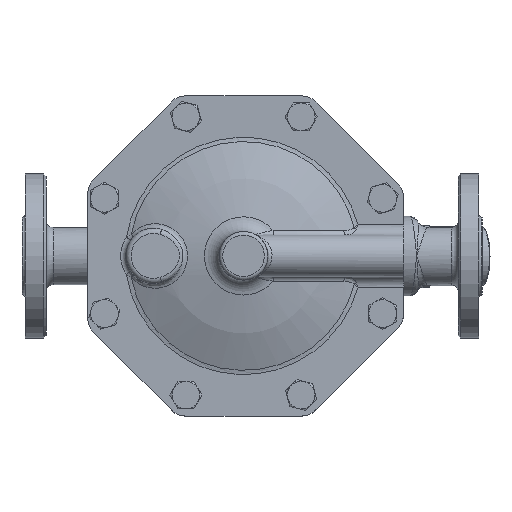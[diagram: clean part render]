
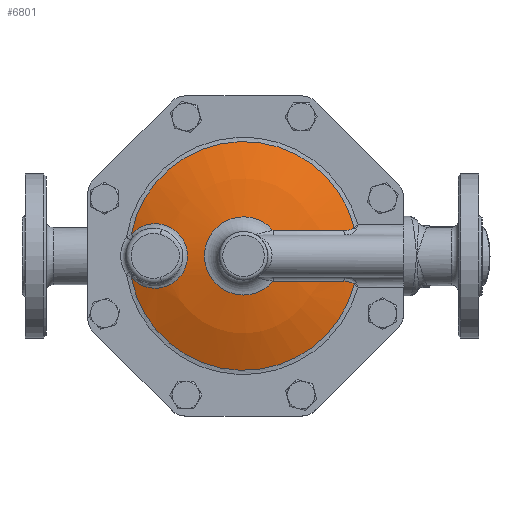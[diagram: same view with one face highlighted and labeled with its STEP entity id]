
A CAD part, top view. The second image highlights one B-rep face of the part: STEP entity #6801.
In plain terms, the highlighted spherical face has radius 160 mm.
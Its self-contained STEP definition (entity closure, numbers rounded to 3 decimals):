
#22=SPHERICAL_SURFACE('',#7400,160.);
#154=B_SPLINE_CURVE_WITH_KNOTS('',3,(#10930,#10931,#10932,#10933,#10934,
#10935,#10936,#10937,#10938,#10939,#10940,#10941,#10942,#10943,#10944,#10945,
#10946,#10947),.UNSPECIFIED.,.F.,.F.,(4,1,1,1,1,1,1,1,1,1,1,1,1,1,1,4),
(-9.4,-8.896,-8.728,-8.057,
-7.386,-7.218,-6.714,-6.043,
-5.371,-4.476,-4.029,-3.357,
-2.686,-1.343,-0.671,0.),.UNSPECIFIED.);
#159=B_SPLINE_CURVE_WITH_KNOTS('',3,(#11027,#11028,#11029,#11030,#11031,
#11032,#11033),.UNSPECIFIED.,.F.,.F.,(4,1,1,1,4),(-0.707,-0.303,
-0.202,-0.101,0.),.UNSPECIFIED.);
#160=B_SPLINE_CURVE_WITH_KNOTS('',3,(#11040,#11041,#11042,#11043,#11044,
#11045,#11046),.UNSPECIFIED.,.F.,.F.,(4,1,1,1,4),(-0.707,-0.606,
-0.505,-0.303,0.),
 .UNSPECIFIED.);
#1691=FACE_OUTER_BOUND('',#2193,.T.);
#2193=EDGE_LOOP('',(#5262,#5263,#5264,#5265,#5266,#5267,#5268,#5269));
#2673=CIRCLE('',#7396,66.072);
#2674=CIRCLE('',#7398,66.072);
#2676=CIRCLE('',#7401,159.321);
#2677=CIRCLE('',#7402,22.588);
#2678=CIRCLE('',#7403,159.321);
#3153=VERTEX_POINT('',#10927);
#3154=VERTEX_POINT('',#10929);
#3158=VERTEX_POINT('',#11006);
#3159=VERTEX_POINT('',#11015);
#3161=VERTEX_POINT('',#11026);
#3162=VERTEX_POINT('',#11034);
#3163=VERTEX_POINT('',#11036);
#3164=VERTEX_POINT('',#11038);
#3932=EDGE_CURVE('',#3153,#3154,#154,.T.);
#3941=EDGE_CURVE('',#3158,#3153,#2673,.T.);
#3942=EDGE_CURVE('',#3154,#3159,#2674,.T.);
#3945=EDGE_CURVE('',#3161,#3158,#159,.T.);
#3946=EDGE_CURVE('',#3162,#3161,#2676,.T.);
#3947=EDGE_CURVE('',#3163,#3162,#2677,.T.);
#3948=EDGE_CURVE('',#3164,#3163,#2678,.T.);
#3949=EDGE_CURVE('',#3159,#3164,#160,.T.);
#5262=ORIENTED_EDGE('',*,*,#3932,.F.);
#5263=ORIENTED_EDGE('',*,*,#3941,.F.);
#5264=ORIENTED_EDGE('',*,*,#3945,.F.);
#5265=ORIENTED_EDGE('',*,*,#3946,.F.);
#5266=ORIENTED_EDGE('',*,*,#3947,.F.);
#5267=ORIENTED_EDGE('',*,*,#3948,.F.);
#5268=ORIENTED_EDGE('',*,*,#3949,.F.);
#5269=ORIENTED_EDGE('',*,*,#3942,.F.);
#6801=ADVANCED_FACE('',(#1691),#22,.T.);
#7396=AXIS2_PLACEMENT_3D('',#11013,#8598,#8599);
#7398=AXIS2_PLACEMENT_3D('',#11016,#8602,#8603);
#7400=AXIS2_PLACEMENT_3D('',#11025,#8606,#8607);
#7401=AXIS2_PLACEMENT_3D('',#11035,#8608,#8609);
#7402=AXIS2_PLACEMENT_3D('',#11037,#8610,#8611);
#7403=AXIS2_PLACEMENT_3D('',#11039,#8612,#8613);
#8598=DIRECTION('center_axis',(0.,0.,
-1.));
#8599=DIRECTION('ref_axis',(-1.,0.,0.));
#8602=DIRECTION('center_axis',(0.,0.,
-1.));
#8603=DIRECTION('ref_axis',(-1.,0.,0.));
#8606=DIRECTION('center_axis',(0.,0.,1.));
#8607=DIRECTION('ref_axis',(1.,0.,0.));
#8608=DIRECTION('center_axis',(0.,1.,0.));
#8609=DIRECTION('ref_axis',(-0.108,0.,-0.994));
#8610=DIRECTION('center_axis',(0.,0.,1.));
#8611=DIRECTION('ref_axis',(-1.,0.,0.));
#8612=DIRECTION('center_axis',(0.,-1.,0.));
#8613=DIRECTION('ref_axis',(-0.108,0.,-0.994));
#10927=CARTESIAN_POINT('',(-64.877,-12.508,17.035));
#10929=CARTESIAN_POINT('',(-64.877,12.508,17.035));
#10930=CARTESIAN_POINT('Ctrl Pts',(-64.877,-12.508,17.035));
#10931=CARTESIAN_POINT('Ctrl Pts',(-63.802,-13.697,
17.412));
#10932=CARTESIAN_POINT('Ctrl Pts',(-62.157,-15.098,
17.986));
#10933=CARTESIAN_POINT('Ctrl Pts',(-58.529,-17.251,
19.244));
#10934=CARTESIAN_POINT('Ctrl Pts',(-54.002,-18.775,
20.802));
#10935=CARTESIAN_POINT('Ctrl Pts',(-49.219,-18.717,
22.423));
#10936=CARTESIAN_POINT('Ctrl Pts',(-45.131,-17.788,
23.797));
#10937=CARTESIAN_POINT('Ctrl Pts',(-41.183,-16.165,
25.114));
#10938=CARTESIAN_POINT('Ctrl Pts',(-36.587,-12.371,
26.631));
#10939=CARTESIAN_POINT('Ctrl Pts',(-32.816,-6.017,27.864));
#10940=CARTESIAN_POINT('Ctrl Pts',(-31.993,0.761,28.132));
#10941=CARTESIAN_POINT('Ctrl Pts',(-33.562,7.25,27.621));
#10942=CARTESIAN_POINT('Ctrl Pts',(-36.556,12.338,26.641));
#10943=CARTESIAN_POINT('Ctrl Pts',(-43.261,17.895,24.43));
#10944=CARTESIAN_POINT('Ctrl Pts',(-51.959,19.465,21.505));
#10945=CARTESIAN_POINT('Ctrl Pts',(-60.022,16.753,18.73));
#10946=CARTESIAN_POINT('Ctrl Pts',(-63.443,14.094,17.538));
#10947=CARTESIAN_POINT('Ctrl Pts',(-64.877,12.508,17.035));
#11006=CARTESIAN_POINT('',(63.991,-16.453,17.035));
#11013=CARTESIAN_POINT('Origin',(0.,0.,
17.035));
#11015=CARTESIAN_POINT('',(63.991,16.453,17.035));
#11016=CARTESIAN_POINT('Origin',(0.,0.,
17.035));
#11025=CARTESIAN_POINT('Origin',(0.,0.,-128.685));
#11026=CARTESIAN_POINT('',(57.965,-14.724,19.717));
#11027=CARTESIAN_POINT('Ctrl Pts',(57.965,-14.724,19.717));
#11028=CARTESIAN_POINT('Ctrl Pts',(59.197,-14.724,19.236));
#11029=CARTESIAN_POINT('Ctrl Pts',(60.762,-14.858,18.589));
#11030=CARTESIAN_POINT('Ctrl Pts',(62.494,-15.416,17.797));
#11031=CARTESIAN_POINT('Ctrl Pts',(63.315,-15.815,17.402));
#11032=CARTESIAN_POINT('Ctrl Pts',(63.8,-16.207,17.147));
#11033=CARTESIAN_POINT('Ctrl Pts',(63.991,-16.453,17.035));
#11034=CARTESIAN_POINT('',(17.13,-14.724,29.712));
#11035=CARTESIAN_POINT('Origin',(0.,-14.724,
-128.685));
#11036=CARTESIAN_POINT('',(17.13,14.724,29.712));
#11037=CARTESIAN_POINT('Origin',(0.,0.,
29.712));
#11038=CARTESIAN_POINT('',(57.965,14.724,19.717));
#11039=CARTESIAN_POINT('Origin',(0.,14.724,-128.685));
#11040=CARTESIAN_POINT('Ctrl Pts',(63.991,16.453,17.035));
#11041=CARTESIAN_POINT('Ctrl Pts',(63.8,16.207,17.147));
#11042=CARTESIAN_POINT('Ctrl Pts',(63.316,15.814,17.402));
#11043=CARTESIAN_POINT('Ctrl Pts',(62.22,15.285,17.929));
#11044=CARTESIAN_POINT('Ctrl Pts',(60.447,14.832,18.72));
#11045=CARTESIAN_POINT('Ctrl Pts',(58.889,14.724,19.357));
#11046=CARTESIAN_POINT('Ctrl Pts',(57.965,14.724,19.717));
